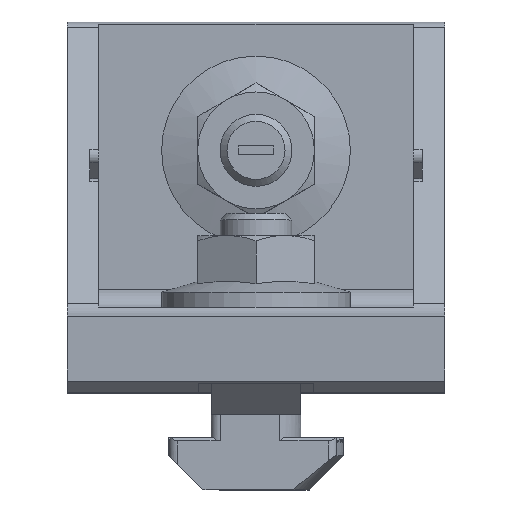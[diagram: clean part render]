
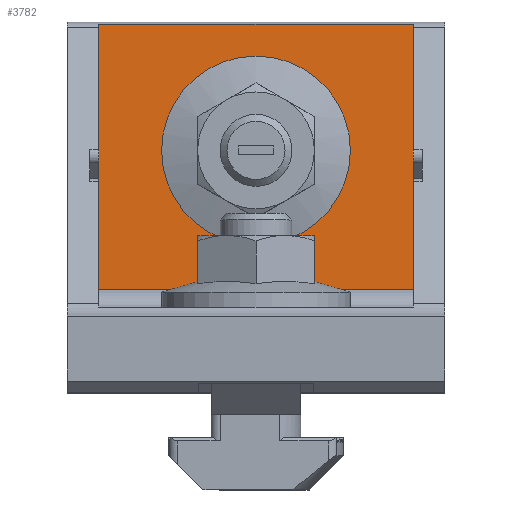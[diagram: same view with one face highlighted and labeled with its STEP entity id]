
A CAD part, top view. The second image highlights one B-rep face of the part: STEP entity #3782.
In plain terms, the highlighted planar face has unit normal (0, 0, 1).
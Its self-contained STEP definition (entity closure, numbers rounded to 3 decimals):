
#282 = CYLINDRICAL_SURFACE('',#283,2.);
#283 = AXIS2_PLACEMENT_3D('',#284,#285,#286);
#284 = CARTESIAN_POINT('',(17.5,11.5,11.5));
#285 = DIRECTION('',(1.,-0.,-0.));
#286 = DIRECTION('',(0.,0.,1.));
#310 = PLANE('',#311);
#311 = AXIS2_PLACEMENT_3D('',#312,#313,#314);
#312 = CARTESIAN_POINT('',(-17.5,11.5,11.5));
#313 = DIRECTION('',(1.,0.,0.));
#314 = DIRECTION('',(0.,0.,-1.));
#364 = PLANE('',#365);
#365 = AXIS2_PLACEMENT_3D('',#366,#367,#368);
#366 = CARTESIAN_POINT('',(17.5,11.5,11.5));
#367 = DIRECTION('',(1.,0.,0.));
#368 = DIRECTION('',(0.,0.,-1.));
#623 = CYLINDRICAL_SURFACE('',#624,2.);
#624 = AXIS2_PLACEMENT_3D('',#625,#626,#627);
#625 = CARTESIAN_POINT('',(21.,39.3,8.5));
#626 = DIRECTION('',(1.,-0.,-0.));
#627 = DIRECTION('',(0.,0.,1.));
#1216 = EDGE_CURVE('',#1217,#1219,#1221,.T.);
#1217 = VERTEX_POINT('',#1218);
#1218 = CARTESIAN_POINT('',(17.5,41.032,9.5));
#1219 = VERTEX_POINT('',#1220);
#1220 = CARTESIAN_POINT('',(-17.5,41.032,9.5));
#1221 = SURFACE_CURVE('',#1222,(#1226,#1233),.PCURVE_S1.);
#1222 = LINE('',#1223,#1224);
#1223 = CARTESIAN_POINT('',(21.,41.032,9.5));
#1224 = VECTOR('',#1225,1.);
#1225 = DIRECTION('',(-1.,-0.,-0.));
#1226 = PCURVE('',#623,#1227);
#1227 = DEFINITIONAL_REPRESENTATION('',(#1228),#1232);
#1228 = LINE('',#1229,#1230);
#1229 = CARTESIAN_POINT('',(5.236,0.));
#1230 = VECTOR('',#1231,1.);
#1231 = DIRECTION('',(0.,-1.));
#1232 = ( GEOMETRIC_REPRESENTATION_CONTEXT(2) 
PARAMETRIC_REPRESENTATION_CONTEXT() REPRESENTATION_CONTEXT('2D SPACE',''
  ) );
#1233 = PCURVE('',#1234,#1239);
#1234 = PLANE('',#1235);
#1235 = AXIS2_PLACEMENT_3D('',#1236,#1237,#1238);
#1236 = CARTESIAN_POINT('',(17.5,11.5,9.5));
#1237 = DIRECTION('',(0.,0.,1.));
#1238 = DIRECTION('',(1.,0.,-0.));
#1239 = DEFINITIONAL_REPRESENTATION('',(#1240),#1244);
#1240 = LINE('',#1241,#1242);
#1241 = CARTESIAN_POINT('',(3.5,29.532));
#1242 = VECTOR('',#1243,1.);
#1243 = DIRECTION('',(-1.,0.));
#1244 = ( GEOMETRIC_REPRESENTATION_CONTEXT(2) 
PARAMETRIC_REPRESENTATION_CONTEXT() REPRESENTATION_CONTEXT('2D SPACE',''
  ) );
#1661 = PLANE('',#1662);
#1662 = AXIS2_PLACEMENT_3D('',#1663,#1664,#1665);
#1663 = CARTESIAN_POINT('',(4.5,0.,0.));
#1664 = DIRECTION('',(1.,0.,0.));
#1665 = DIRECTION('',(0.,0.,-1.));
#2903 = VERTEX_POINT('',#2904);
#2904 = CARTESIAN_POINT('',(4.5,16.5,9.5));
#2918 = PLANE('',#2919);
#2919 = AXIS2_PLACEMENT_3D('',#2920,#2921,#2922);
#2920 = CARTESIAN_POINT('',(4.5,16.8,9.8));
#2921 = DIRECTION('',(0.,0.707,-0.707));
#2922 = DIRECTION('',(0.,0.707,0.707));
#2930 = EDGE_CURVE('',#2903,#2931,#2933,.T.);
#2931 = VERTEX_POINT('',#2932);
#2932 = CARTESIAN_POINT('',(4.5,35.,9.5));
#2933 = SURFACE_CURVE('',#2934,(#2938,#2945),.PCURVE_S1.);
#2934 = LINE('',#2935,#2936);
#2935 = CARTESIAN_POINT('',(4.5,11.5,9.5));
#2936 = VECTOR('',#2937,1.);
#2937 = DIRECTION('',(0.,1.,0.));
#2938 = PCURVE('',#1661,#2939);
#2939 = DEFINITIONAL_REPRESENTATION('',(#2940),#2944);
#2940 = LINE('',#2941,#2942);
#2941 = CARTESIAN_POINT('',(-9.5,11.5));
#2942 = VECTOR('',#2943,1.);
#2943 = DIRECTION('',(0.,1.));
#2944 = ( GEOMETRIC_REPRESENTATION_CONTEXT(2) 
PARAMETRIC_REPRESENTATION_CONTEXT() REPRESENTATION_CONTEXT('2D SPACE',''
  ) );
#2945 = PCURVE('',#1234,#2946);
#2946 = DEFINITIONAL_REPRESENTATION('',(#2947),#2951);
#2947 = LINE('',#2948,#2949);
#2948 = CARTESIAN_POINT('',(-13.,0.));
#2949 = VECTOR('',#2950,1.);
#2950 = DIRECTION('',(0.,1.));
#2951 = ( GEOMETRIC_REPRESENTATION_CONTEXT(2) 
PARAMETRIC_REPRESENTATION_CONTEXT() REPRESENTATION_CONTEXT('2D SPACE',''
  ) );
#2967 = PLANE('',#2968);
#2968 = AXIS2_PLACEMENT_3D('',#2969,#2970,#2971);
#2969 = CARTESIAN_POINT('',(4.5,35.,-2.));
#2970 = DIRECTION('',(0.,-1.,0.));
#2971 = DIRECTION('',(0.,0.,-1.));
#2993 = PLANE('',#2994);
#2994 = AXIS2_PLACEMENT_3D('',#2995,#2996,#2997);
#2995 = CARTESIAN_POINT('',(-4.5,0.,0.));
#2996 = DIRECTION('',(1.,0.,0.));
#2997 = DIRECTION('',(0.,0.,-1.));
#3036 = VERTEX_POINT('',#3037);
#3037 = CARTESIAN_POINT('',(-4.5,35.,9.5));
#3058 = EDGE_CURVE('',#3059,#3036,#3061,.T.);
#3059 = VERTEX_POINT('',#3060);
#3060 = CARTESIAN_POINT('',(-4.5,16.5,9.5));
#3061 = SURFACE_CURVE('',#3062,(#3066,#3073),.PCURVE_S1.);
#3062 = LINE('',#3063,#3064);
#3063 = CARTESIAN_POINT('',(-4.5,11.5,9.5));
#3064 = VECTOR('',#3065,1.);
#3065 = DIRECTION('',(0.,1.,0.));
#3066 = PCURVE('',#2993,#3067);
#3067 = DEFINITIONAL_REPRESENTATION('',(#3068),#3072);
#3068 = LINE('',#3069,#3070);
#3069 = CARTESIAN_POINT('',(-9.5,11.5));
#3070 = VECTOR('',#3071,1.);
#3071 = DIRECTION('',(0.,1.));
#3072 = ( GEOMETRIC_REPRESENTATION_CONTEXT(2) 
PARAMETRIC_REPRESENTATION_CONTEXT() REPRESENTATION_CONTEXT('2D SPACE',''
  ) );
#3073 = PCURVE('',#1234,#3074);
#3074 = DEFINITIONAL_REPRESENTATION('',(#3075),#3079);
#3075 = LINE('',#3076,#3077);
#3076 = CARTESIAN_POINT('',(-22.,0.));
#3077 = VECTOR('',#3078,1.);
#3078 = DIRECTION('',(0.,1.));
#3079 = ( GEOMETRIC_REPRESENTATION_CONTEXT(2) 
PARAMETRIC_REPRESENTATION_CONTEXT() REPRESENTATION_CONTEXT('2D SPACE',''
  ) );
#3222 = EDGE_CURVE('',#2903,#3059,#3223,.T.);
#3223 = SURFACE_CURVE('',#3224,(#3228,#3235),.PCURVE_S1.);
#3224 = LINE('',#3225,#3226);
#3225 = CARTESIAN_POINT('',(17.5,16.5,9.5));
#3226 = VECTOR('',#3227,1.);
#3227 = DIRECTION('',(-1.,0.,0.));
#3228 = PCURVE('',#2918,#3229);
#3229 = DEFINITIONAL_REPRESENTATION('',(#3230),#3234);
#3230 = LINE('',#3231,#3232);
#3231 = CARTESIAN_POINT('',(-0.424,13.));
#3232 = VECTOR('',#3233,1.);
#3233 = DIRECTION('',(0.,-1.));
#3234 = ( GEOMETRIC_REPRESENTATION_CONTEXT(2) 
PARAMETRIC_REPRESENTATION_CONTEXT() REPRESENTATION_CONTEXT('2D SPACE',''
  ) );
#3235 = PCURVE('',#1234,#3236);
#3236 = DEFINITIONAL_REPRESENTATION('',(#3237),#3241);
#3237 = LINE('',#3238,#3239);
#3238 = CARTESIAN_POINT('',(0.,5.));
#3239 = VECTOR('',#3240,1.);
#3240 = DIRECTION('',(-1.,0.));
#3241 = ( GEOMETRIC_REPRESENTATION_CONTEXT(2) 
PARAMETRIC_REPRESENTATION_CONTEXT() REPRESENTATION_CONTEXT('2D SPACE',''
  ) );
#3269 = EDGE_CURVE('',#3036,#2931,#3270,.T.);
#3270 = SURFACE_CURVE('',#3271,(#3275,#3282),.PCURVE_S1.);
#3271 = LINE('',#3272,#3273);
#3272 = CARTESIAN_POINT('',(17.5,35.,9.5));
#3273 = VECTOR('',#3274,1.);
#3274 = DIRECTION('',(1.,0.,-0.));
#3275 = PCURVE('',#2967,#3276);
#3276 = DEFINITIONAL_REPRESENTATION('',(#3277),#3281);
#3277 = LINE('',#3278,#3279);
#3278 = CARTESIAN_POINT('',(-11.5,13.));
#3279 = VECTOR('',#3280,1.);
#3280 = DIRECTION('',(0.,1.));
#3281 = ( GEOMETRIC_REPRESENTATION_CONTEXT(2) 
PARAMETRIC_REPRESENTATION_CONTEXT() REPRESENTATION_CONTEXT('2D SPACE',''
  ) );
#3282 = PCURVE('',#1234,#3283);
#3283 = DEFINITIONAL_REPRESENTATION('',(#3284),#3288);
#3284 = LINE('',#3285,#3286);
#3285 = CARTESIAN_POINT('',(0.,23.5));
#3286 = VECTOR('',#3287,1.);
#3287 = DIRECTION('',(1.,0.));
#3288 = ( GEOMETRIC_REPRESENTATION_CONTEXT(2) 
PARAMETRIC_REPRESENTATION_CONTEXT() REPRESENTATION_CONTEXT('2D SPACE',''
  ) );
#3552 = EDGE_CURVE('',#3553,#1217,#3555,.T.);
#3553 = VERTEX_POINT('',#3554);
#3554 = CARTESIAN_POINT('',(17.5,11.5,9.5));
#3555 = SURFACE_CURVE('',#3556,(#3560,#3567),.PCURVE_S1.);
#3556 = LINE('',#3557,#3558);
#3557 = CARTESIAN_POINT('',(17.5,11.5,9.5));
#3558 = VECTOR('',#3559,1.);
#3559 = DIRECTION('',(0.,1.,0.));
#3560 = PCURVE('',#364,#3561);
#3561 = DEFINITIONAL_REPRESENTATION('',(#3562),#3566);
#3562 = LINE('',#3563,#3564);
#3563 = CARTESIAN_POINT('',(2.,0.));
#3564 = VECTOR('',#3565,1.);
#3565 = DIRECTION('',(0.,1.));
#3566 = ( GEOMETRIC_REPRESENTATION_CONTEXT(2) 
PARAMETRIC_REPRESENTATION_CONTEXT() REPRESENTATION_CONTEXT('2D SPACE',''
  ) );
#3567 = PCURVE('',#1234,#3568);
#3568 = DEFINITIONAL_REPRESENTATION('',(#3569),#3573);
#3569 = LINE('',#3570,#3571);
#3570 = CARTESIAN_POINT('',(0.,0.));
#3571 = VECTOR('',#3572,1.);
#3572 = DIRECTION('',(0.,1.));
#3573 = ( GEOMETRIC_REPRESENTATION_CONTEXT(2) 
PARAMETRIC_REPRESENTATION_CONTEXT() REPRESENTATION_CONTEXT('2D SPACE',''
  ) );
#3630 = VERTEX_POINT('',#3631);
#3631 = CARTESIAN_POINT('',(-17.5,11.5,9.5));
#3653 = EDGE_CURVE('',#3630,#1219,#3654,.T.);
#3654 = SURFACE_CURVE('',#3655,(#3659,#3666),.PCURVE_S1.);
#3655 = LINE('',#3656,#3657);
#3656 = CARTESIAN_POINT('',(-17.5,11.5,9.5));
#3657 = VECTOR('',#3658,1.);
#3658 = DIRECTION('',(0.,1.,0.));
#3659 = PCURVE('',#310,#3660);
#3660 = DEFINITIONAL_REPRESENTATION('',(#3661),#3665);
#3661 = LINE('',#3662,#3663);
#3662 = CARTESIAN_POINT('',(2.,0.));
#3663 = VECTOR('',#3664,1.);
#3664 = DIRECTION('',(0.,1.));
#3665 = ( GEOMETRIC_REPRESENTATION_CONTEXT(2) 
PARAMETRIC_REPRESENTATION_CONTEXT() REPRESENTATION_CONTEXT('2D SPACE',''
  ) );
#3666 = PCURVE('',#1234,#3667);
#3667 = DEFINITIONAL_REPRESENTATION('',(#3668),#3672);
#3668 = LINE('',#3669,#3670);
#3669 = CARTESIAN_POINT('',(-35.,0.));
#3670 = VECTOR('',#3671,1.);
#3671 = DIRECTION('',(0.,1.));
#3672 = ( GEOMETRIC_REPRESENTATION_CONTEXT(2) 
PARAMETRIC_REPRESENTATION_CONTEXT() REPRESENTATION_CONTEXT('2D SPACE',''
  ) );
#3782 = ADVANCED_FACE('',(#3783,#3809),#1234,.T.);
#3783 = FACE_BOUND('',#3784,.T.);
#3784 = EDGE_LOOP('',(#3785,#3786,#3787,#3808));
#3785 = ORIENTED_EDGE('',*,*,#1216,.T.);
#3786 = ORIENTED_EDGE('',*,*,#3653,.F.);
#3787 = ORIENTED_EDGE('',*,*,#3788,.F.);
#3788 = EDGE_CURVE('',#3553,#3630,#3789,.T.);
#3789 = SURFACE_CURVE('',#3790,(#3794,#3801),.PCURVE_S1.);
#3790 = LINE('',#3791,#3792);
#3791 = CARTESIAN_POINT('',(17.5,11.5,9.5));
#3792 = VECTOR('',#3793,1.);
#3793 = DIRECTION('',(-1.,-0.,-0.));
#3794 = PCURVE('',#1234,#3795);
#3795 = DEFINITIONAL_REPRESENTATION('',(#3796),#3800);
#3796 = LINE('',#3797,#3798);
#3797 = CARTESIAN_POINT('',(0.,0.));
#3798 = VECTOR('',#3799,1.);
#3799 = DIRECTION('',(-1.,0.));
#3800 = ( GEOMETRIC_REPRESENTATION_CONTEXT(2) 
PARAMETRIC_REPRESENTATION_CONTEXT() REPRESENTATION_CONTEXT('2D SPACE',''
  ) );
#3801 = PCURVE('',#282,#3802);
#3802 = DEFINITIONAL_REPRESENTATION('',(#3803),#3807);
#3803 = LINE('',#3804,#3805);
#3804 = CARTESIAN_POINT('',(3.142,0.));
#3805 = VECTOR('',#3806,1.);
#3806 = DIRECTION('',(0.,-1.));
#3807 = ( GEOMETRIC_REPRESENTATION_CONTEXT(2) 
PARAMETRIC_REPRESENTATION_CONTEXT() REPRESENTATION_CONTEXT('2D SPACE',''
  ) );
#3808 = ORIENTED_EDGE('',*,*,#3552,.T.);
#3809 = FACE_BOUND('',#3810,.T.);
#3810 = EDGE_LOOP('',(#3811,#3812,#3813,#3814));
#3811 = ORIENTED_EDGE('',*,*,#2930,.F.);
#3812 = ORIENTED_EDGE('',*,*,#3222,.T.);
#3813 = ORIENTED_EDGE('',*,*,#3058,.T.);
#3814 = ORIENTED_EDGE('',*,*,#3269,.T.);
